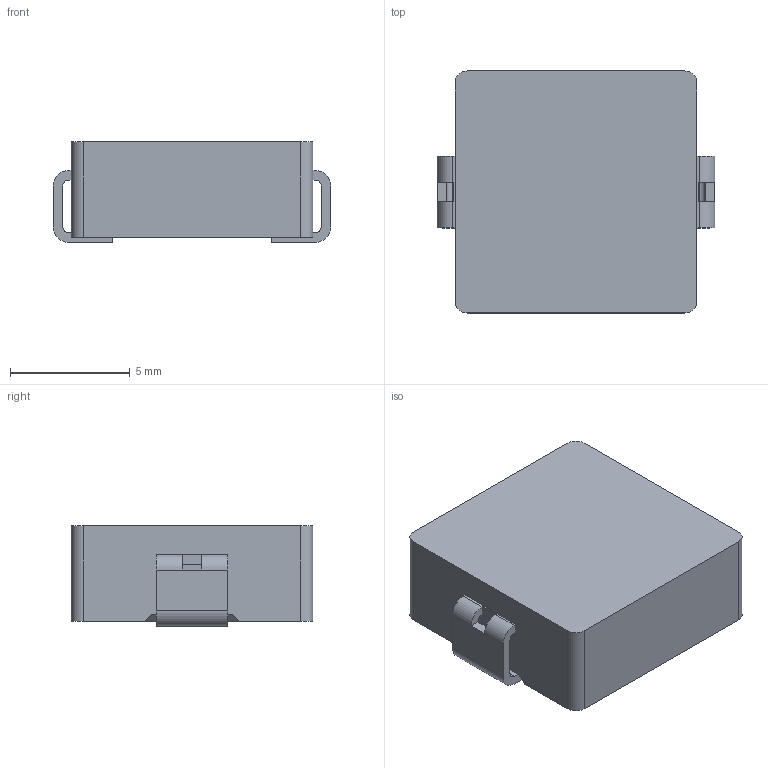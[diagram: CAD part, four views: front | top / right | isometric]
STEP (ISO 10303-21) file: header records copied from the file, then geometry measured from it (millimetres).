
FILE_DESCRIPTION (( 'STEP AP214' ), '1' );
FILE_NAME ('錨璃10.STEP', '2024-07-10T09:24:56', ( '' ), ( '' ), 'SwSTEP 2.0', 'SolidWorks 2021', '' );
FILE_SCHEMA (( 'AUTOMOTIVE_DESIGN' ));
Length unit declared in the file: millimetre
Products named in the file (1): 錨璃10
Bounding box: 11.6 x 10.1 x 4.2 mm (x, y, z)
Volume: 412.5 mm3; surface area: 430.8 mm2
Topology: 1 solids, 1 shells, 280 faces, 775 edges, 514 vertices
Faces by surface type: plane 166, bspline 98, cylinder 16
Entity records: 12501 total; most frequent: CARTESIAN_POINT 2876, ORIENTED_EDGE 1550, DIRECTION 973, EDGE_CURVE 775, LINE 543, VECTOR 543, VERTEX_POINT 514, EDGE_LOOP 301
